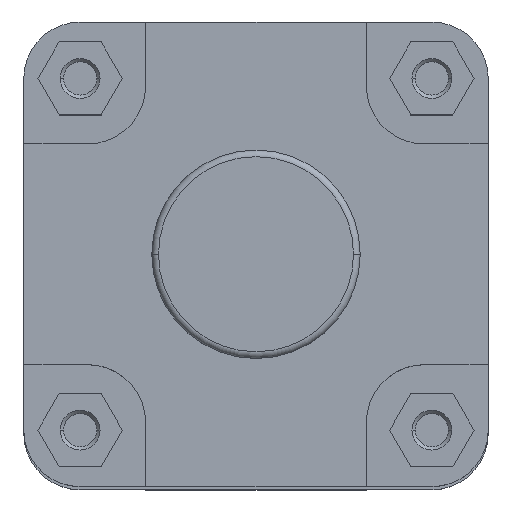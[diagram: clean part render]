
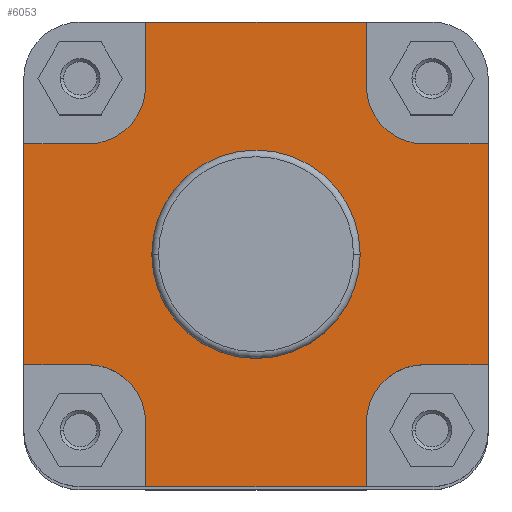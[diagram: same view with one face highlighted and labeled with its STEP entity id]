
A CAD part, top view. The second image highlights one B-rep face of the part: STEP entity #6053.
In plain terms, the highlighted planar face has unit normal (0, 0, 1).
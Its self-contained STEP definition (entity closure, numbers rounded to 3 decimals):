
#105 = CARTESIAN_POINT ( 'NONE',  ( 33.25, -70., -6. ) ) ;
#114 = DIRECTION ( 'NONE',  ( 0., -1., 0. ) ) ;
#123 = CARTESIAN_POINT ( 'NONE',  ( 0., -70., -6. ) ) ;
#125 = CARTESIAN_POINT ( 'NONE',  ( -70., -33.25, -6. ) ) ;
#127 = DIRECTION ( 'NONE',  ( 1., 0., 0. ) ) ;
#129 = DIRECTION ( 'NONE',  ( -1., 0., 0. ) ) ;
#138 = CARTESIAN_POINT ( 'NONE',  ( -50.75, -50.75, -6. ) ) ;
#141 = DIRECTION ( 'NONE',  ( 0., 0., 1. ) ) ;
#142 = DIRECTION ( 'NONE',  ( -1., 0., 0. ) ) ;
#146 = CARTESIAN_POINT ( 'NONE',  ( 0., 0., -6. ) ) ;
#150 = DIRECTION ( 'NONE',  ( 0., 0., 1. ) ) ;
#151 = DIRECTION ( 'NONE',  ( 1., 0., 0. ) ) ;
#239 = CARTESIAN_POINT ( 'NONE',  ( -33.25, -50.75, -6. ) ) ;
#240 = DIRECTION ( 'NONE',  ( 0., 1., 0. ) ) ;
#309 = CARTESIAN_POINT ( 'NONE',  ( -70., -154.141, -6. ) ) ;
#313 = DIRECTION ( 'NONE',  ( 0., -1., 0. ) ) ;
#321 = CARTESIAN_POINT ( 'NONE',  ( 0., 0., -6. ) ) ;
#323 = DIRECTION ( 'NONE',  ( 0., 0., 1. ) ) ;
#324 = DIRECTION ( 'NONE',  ( 1., 0., 0. ) ) ;
#355 = CARTESIAN_POINT ( 'NONE',  ( 50.75, -33.25, -6. ) ) ;
#361 = DIRECTION ( 'NONE',  ( -1., 0., 0. ) ) ;
#372 = CARTESIAN_POINT ( 'NONE',  ( 50.75, -50.75, -6. ) ) ;
#387 = DIRECTION ( 'NONE',  ( 0., 0., 1. ) ) ;
#388 = DIRECTION ( 'NONE',  ( -1., 0., 0. ) ) ;
#1472 = VERTEX_POINT ( 'NONE', #1830 ) ;
#1480 = VERTEX_POINT ( 'NONE', #1838 ) ;
#1492 = VERTEX_POINT ( 'NONE', #1850 ) ;
#1497 = VERTEX_POINT ( 'NONE', #1855 ) ;
#1499 = VERTEX_POINT ( 'NONE', #1857 ) ;
#1506 = VERTEX_POINT ( 'NONE', #1864 ) ;
#1512 = VERTEX_POINT ( 'NONE', #1870 ) ;
#1519 = VERTEX_POINT ( 'NONE', #1877 ) ;
#1530 = VERTEX_POINT ( 'NONE', #1888 ) ;
#1536 = VERTEX_POINT ( 'NONE', #1894 ) ;
#1543 = VERTEX_POINT ( 'NONE', #1901 ) ;
#1564 = VERTEX_POINT ( 'NONE', #1922 ) ;
#1567 = VERTEX_POINT ( 'NONE', #1925 ) ;
#1571 = VERTEX_POINT ( 'NONE', #1929 ) ;
#1588 = VERTEX_POINT ( 'NONE', #1946 ) ;
#1590 = VERTEX_POINT ( 'NONE', #1948 ) ;
#1593 = VERTEX_POINT ( 'NONE', #1951 ) ;
#1600 = VERTEX_POINT ( 'NONE', #1958 ) ;
#1830 = CARTESIAN_POINT ( 'NONE',  ( 33.25, 50.75, -6. ) ) ;
#1838 = CARTESIAN_POINT ( 'NONE',  ( -50.75, 33.25, -6. ) ) ;
#1850 = CARTESIAN_POINT ( 'NONE',  ( -33.25, -70., -6. ) ) ;
#1855 = CARTESIAN_POINT ( 'NONE',  ( 50.75, 33.25, -6. ) ) ;
#1857 = CARTESIAN_POINT ( 'NONE',  ( -70., -33.25, -6. ) ) ;
#1864 = CARTESIAN_POINT ( 'NONE',  ( 33.25, -50.75, -6. ) ) ;
#1870 = CARTESIAN_POINT ( 'NONE',  ( 31.4, 0., -6. ) ) ;
#1877 = CARTESIAN_POINT ( 'NONE',  ( 33.25, 70., -6. ) ) ;
#1888 = CARTESIAN_POINT ( 'NONE',  ( -33.25, 70., -6. ) ) ;
#1894 = CARTESIAN_POINT ( 'NONE',  ( 70., -33.25, -6. ) ) ;
#1901 = CARTESIAN_POINT ( 'NONE',  ( -50.75, -33.25, -6. ) ) ;
#1922 = CARTESIAN_POINT ( 'NONE',  ( -33.25, 50.75, -6. ) ) ;
#1925 = CARTESIAN_POINT ( 'NONE',  ( -70., 33.25, -6. ) ) ;
#1929 = CARTESIAN_POINT ( 'NONE',  ( 50.75, -33.25, -6. ) ) ;
#1946 = CARTESIAN_POINT ( 'NONE',  ( -31.4, 0., -6. ) ) ;
#1948 = CARTESIAN_POINT ( 'NONE',  ( 33.25, -70., -6. ) ) ;
#1951 = CARTESIAN_POINT ( 'NONE',  ( 70., 33.25, -6. ) ) ;
#1958 = CARTESIAN_POINT ( 'NONE',  ( -33.25, -50.75, -6. ) ) ;
#2145 = CARTESIAN_POINT ( 'NONE',  ( 70., -154.141, -6. ) ) ;
#2155 = DIRECTION ( 'NONE',  ( 0., -1., 0. ) ) ;
#2170 = CARTESIAN_POINT ( 'NONE',  ( 50.75, 50.75, -6. ) ) ;
#2176 = CARTESIAN_POINT ( 'NONE',  ( 0., 70., -6. ) ) ;
#2177 = DIRECTION ( 'NONE',  ( 1., 0., 0. ) ) ;
#2178 = CARTESIAN_POINT ( 'NONE',  ( -50.75, 50.75, -6. ) ) ;
#2179 = DIRECTION ( 'NONE',  ( 0., 0., 1. ) ) ;
#2180 = DIRECTION ( 'NONE',  ( -1., 0., 0. ) ) ;
#2181 = CARTESIAN_POINT ( 'NONE',  ( 33.25, 50.75, -6. ) ) ;
#2184 = DIRECTION ( 'NONE',  ( 0., 0., 1. ) ) ;
#2185 = DIRECTION ( 'NONE',  ( -1., 0., 0. ) ) ;
#2186 = CARTESIAN_POINT ( 'NONE',  ( 70., 33.25, -6. ) ) ;
#2190 = DIRECTION ( 'NONE',  ( 0., -1., 0. ) ) ;
#2195 = DIRECTION ( 'NONE',  ( 1., 0., 0. ) ) ;
#2198 = CARTESIAN_POINT ( 'NONE',  ( -50.75, 33.25, -6. ) ) ;
#2199 = DIRECTION ( 'NONE',  ( 1., 0., 0. ) ) ;
#2200 = CARTESIAN_POINT ( 'NONE',  ( -33.25, 70., -6. ) ) ;
#2207 = DIRECTION ( 'NONE',  ( 0., 1., 0. ) ) ;
#2660 = VECTOR ( 'NONE', #2155, 1000. ) ;
#2666 = LINE ( 'NONE', #2176, #2676 ) ;
#2667 = LINE ( 'NONE', #2145, #2660 ) ;
#2676 = VECTOR ( 'NONE', #2177, 1000. ) ;
#2681 = VECTOR ( 'NONE', #2195, 1000. ) ;
#2682 = CIRCLE ( 'NONE', #5537, 17.5 ) ;
#2685 = LINE ( 'NONE', #2181, #2687 ) ;
#2686 = CIRCLE ( 'NONE', #5538, 17.5 ) ;
#2687 = VECTOR ( 'NONE', #2190, 1000. ) ;
#2689 = LINE ( 'NONE', #2186, #2681 ) ;
#2693 = LINE ( 'NONE', #2198, #2694 ) ;
#2694 = VECTOR ( 'NONE', #2199, 1000. ) ;
#2695 = VECTOR ( 'NONE', #2207, 1000. ) ;
#2697 = LINE ( 'NONE', #2200, #2695 ) ;
#3032 = LINE ( 'NONE', #125, #3055 ) ;
#3040 = LINE ( 'NONE', #105, #3042 ) ;
#3042 = VECTOR ( 'NONE', #114, 1000. ) ;
#3048 = LINE ( 'NONE', #123, #3053 ) ;
#3053 = VECTOR ( 'NONE', #127, 1000. ) ;
#3055 = VECTOR ( 'NONE', #129, 1000. ) ;
#3067 = CIRCLE ( 'NONE', #5630, 17.5 ) ;
#3076 = CIRCLE ( 'NONE', #5621, 31.4 ) ;
#3127 = LINE ( 'NONE', #239, #3131 ) ;
#3131 = VECTOR ( 'NONE', #240, 1000. ) ;
#3187 = LINE ( 'NONE', #309, #3194 ) ;
#3194 = VECTOR ( 'NONE', #313, 1000. ) ;
#3208 = CIRCLE ( 'NONE', #5659, 31.4 ) ;
#3233 = LINE ( 'NONE', #355, #3239 ) ;
#3239 = VECTOR ( 'NONE', #361, 1000. ) ;
#3265 = CIRCLE ( 'NONE', #5670, 17.5 ) ;
#3519 = EDGE_LOOP ( 'NONE', ( #7558, #7519, #7368, #7503, #7502, #7497, #7543, #7399, #7448, #7578, #7411, #7366, #7542, #7541, #7540, #7581 ) ) ;
#3603 = EDGE_LOOP ( 'NONE', ( #7427, #7504 ) ) ;
#5005 = EDGE_CURVE ( 'NONE', #1593, #1536, #2667, .T. ) ;
#5013 = EDGE_CURVE ( 'NONE', #1530, #1519, #2666, .T. ) ;
#5014 = EDGE_CURVE ( 'NONE', #1472, #1497, #2682, .T. ) ;
#5016 = EDGE_CURVE ( 'NONE', #1480, #1564, #2686, .T. ) ;
#5018 = EDGE_CURVE ( 'NONE', #1519, #1472, #2685, .T. ) ;
#5020 = EDGE_CURVE ( 'NONE', #1497, #1593, #2689, .T. ) ;
#5022 = EDGE_CURVE ( 'NONE', #1567, #1480, #2693, .T. ) ;
#5025 = EDGE_CURVE ( 'NONE', #1564, #1530, #2697, .T. ) ;
#5232 = EDGE_CURVE ( 'NONE', #1506, #1590, #3040, .T. ) ;
#5238 = EDGE_CURVE ( 'NONE', #1492, #1590, #3048, .T. ) ;
#5239 = EDGE_CURVE ( 'NONE', #1543, #1499, #3032, .T. ) ;
#5244 = EDGE_CURVE ( 'NONE', #1600, #1543, #3067, .T. ) ;
#5248 = EDGE_CURVE ( 'NONE', #1588, #1512, #3076, .T. ) ;
#5283 = EDGE_CURVE ( 'NONE', #1492, #1600, #3127, .T. ) ;
#5315 = EDGE_CURVE ( 'NONE', #1567, #1499, #3187, .T. ) ;
#5319 = EDGE_CURVE ( 'NONE', #1512, #1588, #3208, .T. ) ;
#5335 = EDGE_CURVE ( 'NONE', #1536, #1571, #3233, .T. ) ;
#5347 = EDGE_CURVE ( 'NONE', #1571, #1506, #3265, .T. ) ;
#5537 = AXIS2_PLACEMENT_3D ( 'NONE', #2170, #2179, #2180 ) ;
#5538 = AXIS2_PLACEMENT_3D ( 'NONE', #2178, #2184, #2185 ) ;
#5621 = AXIS2_PLACEMENT_3D ( 'NONE', #146, #150, #151 ) ;
#5630 = AXIS2_PLACEMENT_3D ( 'NONE', #138, #141, #142 ) ;
#5659 = AXIS2_PLACEMENT_3D ( 'NONE', #321, #323, #324 ) ;
#5670 = AXIS2_PLACEMENT_3D ( 'NONE', #372, #387, #388 ) ;
#5895 = AXIS2_PLACEMENT_3D ( 'NONE', #6698, #6707, #6708 ) ;
#6053 = ADVANCED_FACE ( 'NONE', ( #6289, #6284 ), #6706, .F. ) ;
#6284 = FACE_OUTER_BOUND ( 'NONE', #3519, .T. ) ;
#6289 = FACE_BOUND ( 'NONE', #3603, .T. ) ;
#6698 = CARTESIAN_POINT ( 'NONE',  ( 0., 31.4, -6. ) ) ;
#6706 = PLANE ( 'NONE',  #5895 ) ;
#6707 = DIRECTION ( 'NONE',  ( 0., 0., -1. ) ) ;
#6708 = DIRECTION ( 'NONE',  ( -1., 0., 0. ) ) ;
#7366 = ORIENTED_EDGE ( 'NONE', *, *, #5018, .F. ) ;
#7368 = ORIENTED_EDGE ( 'NONE', *, *, #5244, .F. ) ;
#7399 = ORIENTED_EDGE ( 'NONE', *, *, #5335, .F. ) ;
#7411 = ORIENTED_EDGE ( 'NONE', *, *, #5014, .F. ) ;
#7427 = ORIENTED_EDGE ( 'NONE', *, *, #5319, .F. ) ;
#7448 = ORIENTED_EDGE ( 'NONE', *, *, #5005, .F. ) ;
#7497 = ORIENTED_EDGE ( 'NONE', *, *, #5232, .F. ) ;
#7502 = ORIENTED_EDGE ( 'NONE', *, *, #5238, .T. ) ;
#7503 = ORIENTED_EDGE ( 'NONE', *, *, #5283, .F. ) ;
#7504 = ORIENTED_EDGE ( 'NONE', *, *, #5248, .F. ) ;
#7519 = ORIENTED_EDGE ( 'NONE', *, *, #5239, .F. ) ;
#7540 = ORIENTED_EDGE ( 'NONE', *, *, #5016, .F. ) ;
#7541 = ORIENTED_EDGE ( 'NONE', *, *, #5025, .F. ) ;
#7542 = ORIENTED_EDGE ( 'NONE', *, *, #5013, .F. ) ;
#7543 = ORIENTED_EDGE ( 'NONE', *, *, #5347, .F. ) ;
#7558 = ORIENTED_EDGE ( 'NONE', *, *, #5315, .T. ) ;
#7578 = ORIENTED_EDGE ( 'NONE', *, *, #5020, .F. ) ;
#7581 = ORIENTED_EDGE ( 'NONE', *, *, #5022, .F. ) ;
